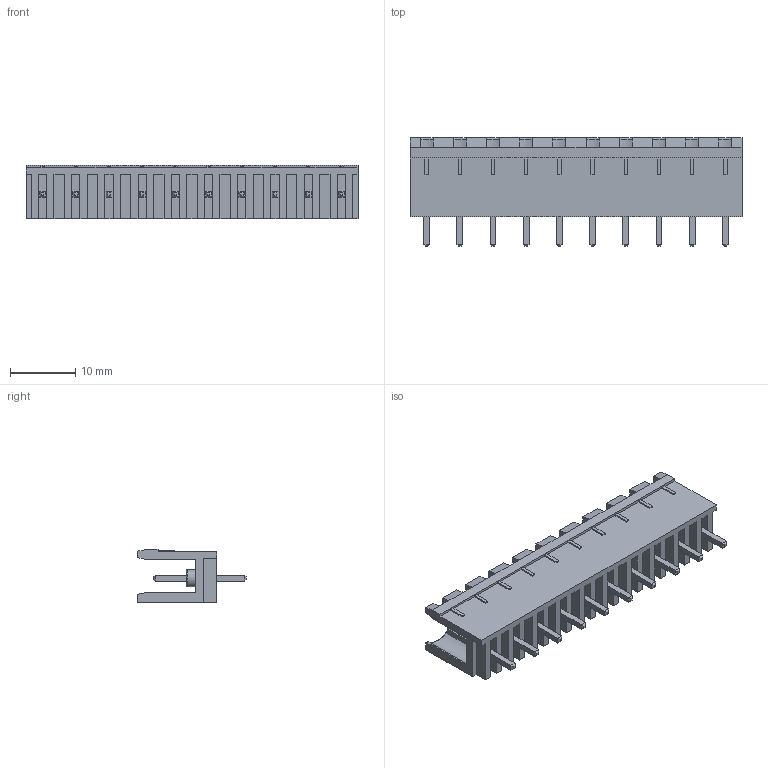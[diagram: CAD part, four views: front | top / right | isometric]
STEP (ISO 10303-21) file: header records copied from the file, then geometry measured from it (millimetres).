
FILE_DESCRIPTION (( 'STEP AP214' ), '1' );
FILE_NAME ('User Library-Terminal Block 10x5.08mm.STEP', '2017-04-23T08:37:14', ( 'Windows User' ), ( '' ), 'SwSTEP 2.0', 'SolidWorks 2017', '' );
FILE_SCHEMA (( 'AUTOMOTIVE_DESIGN' ));
Length unit declared in the file: millimetre
Products named in the file (1): User Library-Terminal Block 10x5.08mm
Bounding box: 50.8 x 16.6 x 8.2 mm (x, y, z)
Volume: 2031 mm3; surface area: 4115.4 mm2
Topology: 1 solids, 1 shells, 467 faces, 1165 edges, 730 vertices
Faces by surface type: plane 407, torus 30, cylinder 30
Entity records: 15643 total; most frequent: CARTESIAN_POINT 2563, ORIENTED_EDGE 2330, DIRECTION 2171, EDGE_CURVE 1165, VECTOR 1015, LINE 1015, VERTEX_POINT 730, AXIS2_PLACEMENT_3D 578
